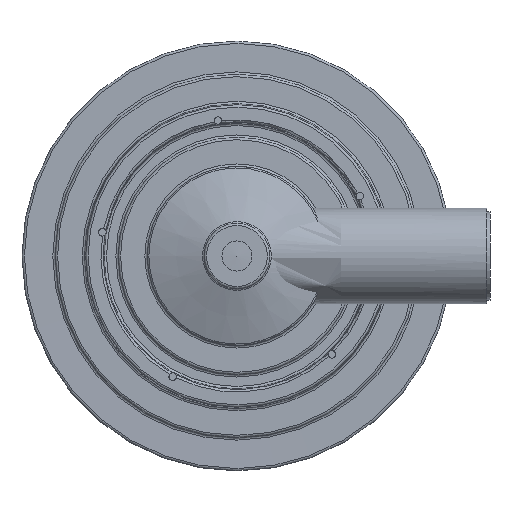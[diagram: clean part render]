
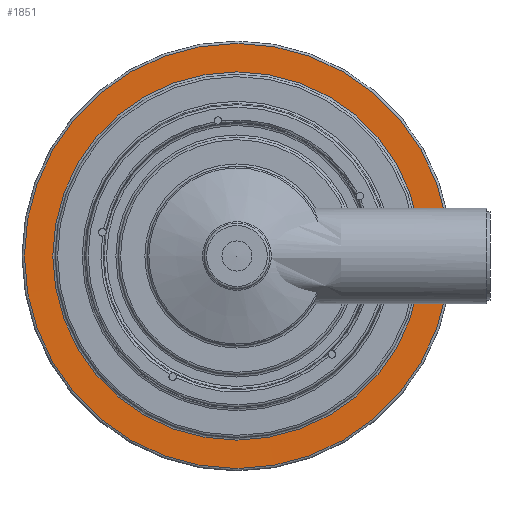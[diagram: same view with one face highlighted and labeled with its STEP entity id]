
A CAD part, front view. The second image highlights one B-rep face of the part: STEP entity #1851.
In plain terms, the highlighted conical face has half-angle 89.796 degrees and reference radius 103.464 mm.
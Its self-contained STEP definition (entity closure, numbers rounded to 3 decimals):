
#1851=ADVANCED_FACE('',(#12456,#12458),#12460,.F.);
#12456=FACE_OUTER_BOUND('',#12457,.T.);
#12457=EDGE_LOOP('',(#32210));
#12458=FACE_OUTER_BOUND('',#12459,.T.);
#12459=EDGE_LOOP('',(#32211));
#12460=CONICAL_SURFACE('',#12461,103.464,1.567);
#12461=AXIS2_PLACEMENT_3D('',#12462,#12463,#12464);
#12462=CARTESIAN_POINT('',(0.,-3.5,0.));
#12463=DIRECTION('',(-0.,-1.,0.));
#12464=DIRECTION('',(1.,-0.,-0.));
#32210=ORIENTED_EDGE('',*,*,#38186,.T.);
#32211=ORIENTED_EDGE('',*,*,#38193,.F.);
#38186=EDGE_CURVE('',#41455,#41455,#41456,.T.);
#38193=EDGE_CURVE('',#41469,#41469,#41470,.T.);
#41455=VERTEX_POINT('',#50103);
#41456=CIRCLE('',#50104,96.051);
#41469=VERTEX_POINT('',#50245);
#41470=CIRCLE('',#50246,110.877);
#50103=CARTESIAN_POINT('',(-96.051,-3.474,0.));
#50104=AXIS2_PLACEMENT_3D('',#50105,#50106,#50107);
#50105=CARTESIAN_POINT('',(0.,-3.474,0.));
#50106=DIRECTION('',(0.,1.,-0.));
#50107=DIRECTION('',(-1.,0.,0.));
#50245=CARTESIAN_POINT('',(-110.877,-3.526,0.));
#50246=AXIS2_PLACEMENT_3D('',#50247,#50248,#50249);
#50247=CARTESIAN_POINT('',(0.,-3.526,0.));
#50248=DIRECTION('',(0.,1.,-0.));
#50249=DIRECTION('',(-1.,0.,0.));
